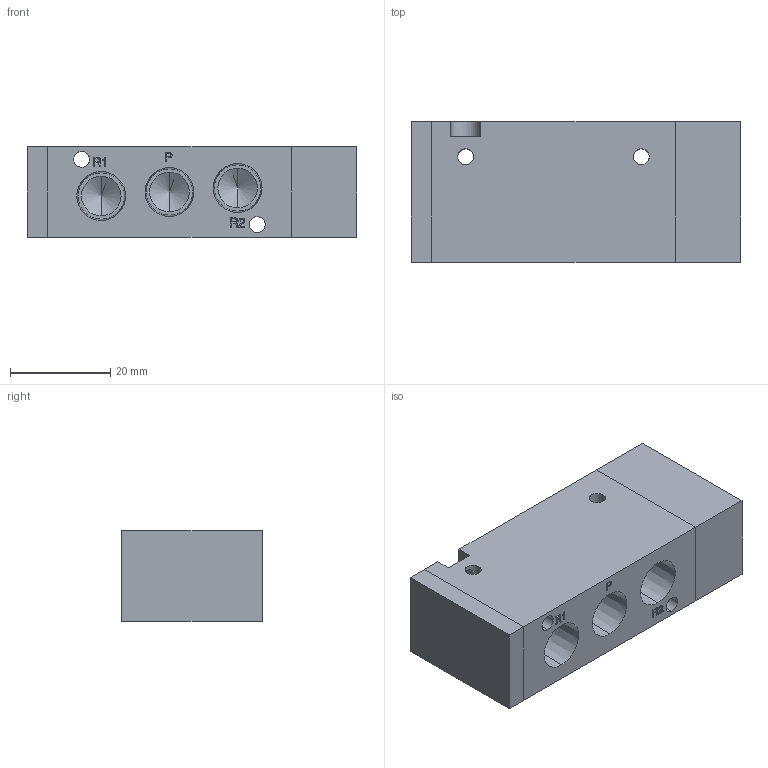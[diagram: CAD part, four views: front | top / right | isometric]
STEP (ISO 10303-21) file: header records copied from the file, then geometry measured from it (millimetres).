
FILE_DESCRIPTION (( 'STEP AP214' ), '1' );
FILE_NAME ('SYSYJA711091025157005.step', '2007-11-09T15:25:25', ( 'sysAdmin' ), ( 'SolidWorks' ), 'SwSTEP 2.0', 'SolidWorks 2008', '' );
FILE_SCHEMA (( 'AUTOMOTIVE_DESIGN' ));
Length unit declared in the file: millimetre
Products named in the file (4): SYJA7120-01F.step_SYJA7000Body_7120; SYSYJA711091025157005; SYJA7120-01F.step_SYJA7000 Pilot_SngA; SYJA7120-01F.step_SYJA7000 Pilot_SngB
Assembly tree (3 placements, depth 2):
  SYSYJA711091025157005
    SYJA7120-01F.step_SYJA7000 Pilot_SngA
    SYJA7120-01F.step_SYJA7000 Pilot_SngB
    SYJA7120-01F.step_SYJA7000Body_7120
Bounding box: 65.6 x 28 x 18 mm (x, y, z)
Volume: 28076.5 mm3; surface area: 11699.6 mm2
Topology: 3 solids, 3 shells, 208 faces, 537 edges, 344 vertices
Faces by surface type: plane 112, bspline 41, cylinder 33, cone 22
Entity records: 8945 total; most frequent: CARTESIAN_POINT 3612, ORIENTED_EDGE 1050, DIRECTION 843, EDGE_CURVE 525, VECTOR 357, LINE 357, VERTEX_POINT 344, AXIS2_PLACEMENT_3D 243
